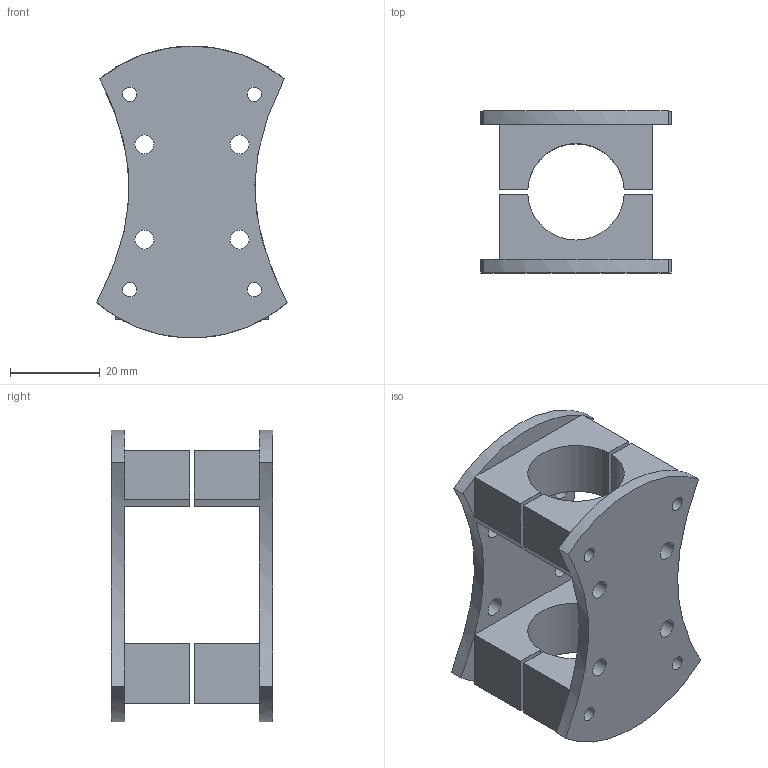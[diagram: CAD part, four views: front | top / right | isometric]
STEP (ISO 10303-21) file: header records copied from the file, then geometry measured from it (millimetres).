
FILE_DESCRIPTION(/* description */ (''),/* implementation_level */ '2;1');
FILE_NAME(/* name */ 'Motor Mounts v20.step',/* time_stamp */ '2023-04-13T18:44:12-05:00',/* author */ (''),/* organization */ (''),/* preprocessor_version */ 'ST-DEVELOPER v19.2',/* originating_system */ 'Autodesk Translation Framework v12.4.0.73',/* authorisation */ '');
FILE_SCHEMA (('AUTOMOTIVE_DESIGN { 1 0 10303 214 3 1 1 }'));
Length unit declared in the file: millimetre
Products named in the file (1): Motor Mounts
Bounding box: 42.5 x 36 x 65 mm (x, y, z)
Volume: 27657.8 mm3; surface area: 15451.8 mm2
Topology: 2 solids, 2 shells, 76 faces, 200 edges, 128 vertices
Faces by surface type: plane 48, cylinder 24, bspline 4
Full cylindrical faces by diameter (mm): 3.2 x8, 4.2 x8
Entity records: 2895 total; most frequent: CARTESIAN_POINT 965, ORIENTED_EDGE 400, DIRECTION 370, EDGE_CURVE 200, AXIS2_PLACEMENT_3D 137, VERTEX_POINT 128, EDGE_LOOP 108, LINE 96
